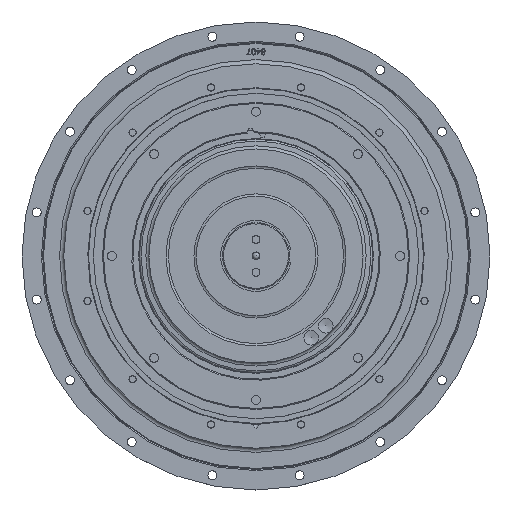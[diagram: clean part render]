
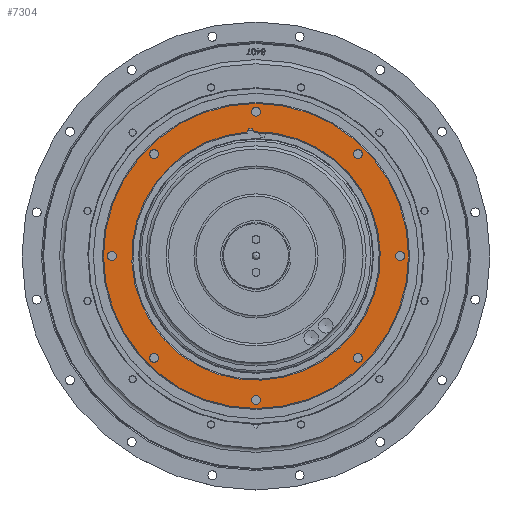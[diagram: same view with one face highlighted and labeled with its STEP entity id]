
A CAD part, top view. The second image highlights one B-rep face of the part: STEP entity #7304.
In plain terms, the highlighted planar face has unit normal (0, 0, 1).
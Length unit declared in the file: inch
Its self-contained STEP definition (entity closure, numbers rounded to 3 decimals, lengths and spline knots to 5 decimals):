
#1428 = CARTESIAN_POINT ( 'NONE',  ( 6.28662, -5.91097, 1. ) ) ;
#1875 = CARTESIAN_POINT ( 'NONE',  ( -0.44926, 7.61453, 1. ) ) ;
#2126 = VERTEX_POINT ( 'NONE', #134103 ) ;
#2475 = VERTEX_POINT ( 'NONE', #23670 ) ;
#3390 = DIRECTION ( 'NONE',  ( -0.707, 0.707, 0. ) ) ;
#4157 = EDGE_LOOP ( 'NONE', ( #68787 ) ) ;
#6156 = AXIS2_PLACEMENT_3D ( 'NONE', #19032, #56364, #73918 ) ;
#6299 = EDGE_CURVE ( 'NONE', #35677, #51677, #55871, .T. ) ;
#7271 = DIRECTION ( 'NONE',  ( 1., 0., 0. ) ) ;
#7304 = ADVANCED_FACE ( 'NONE', ( #41668, #18578, #74881, #42389, #19284, #118847, #63367, #40232, #108042, #9206 ), #53264, .F. ) ;
#9206 = FACE_BOUND ( 'NONE', #33036, .T. ) ;
#9944 = AXIS2_PLACEMENT_3D ( 'NONE', #23612, #89931, #3390 ) ;
#11552 = CARTESIAN_POINT ( 'NONE',  ( -6.28662, 5.91097, 1. ) ) ;
#12609 = CARTESIAN_POINT ( 'NONE',  ( -5.91097, -6.28662, 1. ) ) ;
#13931 = EDGE_CURVE ( 'NONE', #28901, #28901, #117150, .T. ) ;
#15760 = DIRECTION ( 'NONE',  ( 0., 0., -1. ) ) ;
#17668 = ORIENTED_EDGE ( 'NONE', *, *, #69395, .T. ) ;
#17732 = EDGE_LOOP ( 'NONE', ( #134730 ) ) ;
#17748 = CARTESIAN_POINT ( 'NONE',  ( 8.625, 0.26563, 1. ) ) ;
#18089 = DIRECTION ( 'NONE',  ( 0., 0., 1. ) ) ;
#18578 = FACE_BOUND ( 'NONE', #101286, .T. ) ;
#19032 = CARTESIAN_POINT ( 'NONE',  ( 8.625, 0., 1. ) ) ;
#19284 = FACE_BOUND ( 'NONE', #67852, .T. ) ;
#21055 = DIRECTION ( 'NONE',  ( 0., 0., -1. ) ) ;
#22018 = AXIS2_PLACEMENT_3D ( 'NONE', #139968, #39046, #39775 ) ;
#23612 = CARTESIAN_POINT ( 'NONE',  ( 6.0988, 6.0988, 1. ) ) ;
#23670 = CARTESIAN_POINT ( 'NONE',  ( -0.13321, 7.43381, 1. ) ) ;
#27338 = DIRECTION ( 'NONE',  ( -1., 0., 0. ) ) ;
#27749 = DIRECTION ( 'NONE',  ( -1., 0., 0. ) ) ;
#28901 = VERTEX_POINT ( 'NONE', #96658 ) ;
#29642 = DIRECTION ( 'NONE',  ( 0., 0., -1. ) ) ;
#30265 = CIRCLE ( 'NONE', #101704, 0.26563 ) ;
#31246 = ORIENTED_EDGE ( 'NONE', *, *, #49517, .T. ) ;
#31248 = ORIENTED_EDGE ( 'NONE', *, *, #39238, .T. ) ;
#31385 = DIRECTION ( 'NONE',  ( 0., 0., -1. ) ) ;
#33036 = EDGE_LOOP ( 'NONE', ( #31246, #118205, #97123, #17668 ) ) ;
#33170 = EDGE_CURVE ( 'NONE', #86611, #86611, #68362, .T. ) ;
#34141 = ORIENTED_EDGE ( 'NONE', *, *, #38859, .T. ) ;
#35677 = VERTEX_POINT ( 'NONE', #96070 ) ;
#38859 = EDGE_CURVE ( 'NONE', #66408, #66408, #104863, .T. ) ;
#39046 = DIRECTION ( 'NONE',  ( 0., 0., 1. ) ) ;
#39238 = EDGE_CURVE ( 'NONE', #67832, #67832, #45094, .T. ) ;
#39775 = DIRECTION ( 'NONE',  ( 1., 0., 0. ) ) ;
#40128 = DIRECTION ( 'NONE',  ( 0., -1., 0. ) ) ;
#40232 = FACE_OUTER_BOUND ( 'NONE', #85317, .T. ) ;
#40977 = CARTESIAN_POINT ( 'NONE',  ( 0., 8.625, 1. ) ) ;
#41284 = DIRECTION ( 'NONE',  ( 1., 0., 0. ) ) ;
#41668 = FACE_BOUND ( 'NONE', #72770, .T. ) ;
#42389 = FACE_BOUND ( 'NONE', #76758, .T. ) ;
#43003 = CARTESIAN_POINT ( 'NONE',  ( 0.26563, -8.625, 1. ) ) ;
#45094 = CIRCLE ( 'NONE', #22018, 9.12625 ) ;
#48968 = EDGE_CURVE ( 'NONE', #2126, #2126, #72139, .T. ) ;
#49517 = EDGE_CURVE ( 'NONE', #115460, #2475, #56296, .T. ) ;
#51370 = CARTESIAN_POINT ( 'NONE',  ( 0., 0., 1. ) ) ;
#51677 = VERTEX_POINT ( 'NONE', #1875 ) ;
#53264 = PLANE ( 'NONE',  #93359 ) ;
#54569 = CARTESIAN_POINT ( 'NONE',  ( -8.625, -0.26563, 1. ) ) ;
#55871 = CIRCLE ( 'NONE', #136416, 2.05212 ) ;
#56296 = CIRCLE ( 'NONE', #127621, 2.05212 ) ;
#56364 = DIRECTION ( 'NONE',  ( 0., 0., -1. ) ) ;
#56866 = CIRCLE ( 'NONE', #6156, 0.26563 ) ;
#56998 = CARTESIAN_POINT ( 'NONE',  ( 9.12625, 0., 1. ) ) ;
#58645 = ORIENTED_EDGE ( 'NONE', *, *, #107357, .T. ) ;
#59873 = CARTESIAN_POINT ( 'NONE',  ( -2.05457, 6.71301, 1. ) ) ;
#61919 = DIRECTION ( 'NONE',  ( 0., 0., -1. ) ) ;
#63367 = FACE_BOUND ( 'NONE', #119127, .T. ) ;
#63948 = VERTEX_POINT ( 'NONE', #43003 ) ;
#65447 = ORIENTED_EDGE ( 'NONE', *, *, #140396, .T. ) ;
#66408 = VERTEX_POINT ( 'NONE', #11552 ) ;
#67832 = VERTEX_POINT ( 'NONE', #56998 ) ;
#67852 = EDGE_LOOP ( 'NONE', ( #65447 ) ) ;
#68362 = CIRCLE ( 'NONE', #107490, 0.26563 ) ;
#68787 = ORIENTED_EDGE ( 'NONE', *, *, #13931, .T. ) ;
#68843 = AXIS2_PLACEMENT_3D ( 'NONE', #85303, #21055, #41284 ) ;
#69395 = EDGE_CURVE ( 'NONE', #51677, #115460, #132674, .T. ) ;
#72139 = CIRCLE ( 'NONE', #9944, 0.26562 ) ;
#72770 = EDGE_LOOP ( 'NONE', ( #74329 ) ) ;
#73918 = DIRECTION ( 'NONE',  ( 0., 1., 0. ) ) ;
#74329 = ORIENTED_EDGE ( 'NONE', *, *, #48968, .T. ) ;
#74881 = FACE_BOUND ( 'NONE', #17732, .T. ) ;
#75495 = VERTEX_POINT ( 'NONE', #54569 ) ;
#76202 = DIRECTION ( 'NONE',  ( 0., 0., -1. ) ) ;
#76758 = EDGE_LOOP ( 'NONE', ( #84140 ) ) ;
#82782 = CIRCLE ( 'NONE', #68843, 0.26563 ) ;
#84140 = ORIENTED_EDGE ( 'NONE', *, *, #129603, .T. ) ;
#84884 = CARTESIAN_POINT ( 'NONE',  ( -8.625, 0., 1. ) ) ;
#85303 = CARTESIAN_POINT ( 'NONE',  ( 0., -8.625, 1. ) ) ;
#85317 = EDGE_LOOP ( 'NONE', ( #31248 ) ) ;
#86258 = CARTESIAN_POINT ( 'NONE',  ( -6.0988, 6.0988, 1. ) ) ;
#86611 = VERTEX_POINT ( 'NONE', #1428 ) ;
#86690 = AXIS2_PLACEMENT_3D ( 'NONE', #51370, #29642, #96689 ) ;
#87667 = DIRECTION ( 'NONE',  ( 0.707, -0.707, 0. ) ) ;
#88251 = AXIS2_PLACEMENT_3D ( 'NONE', #84884, #118744, #40128 ) ;
#89931 = DIRECTION ( 'NONE',  ( 0., 0., -1. ) ) ;
#90067 = CIRCLE ( 'NONE', #113154, 7.435 ) ;
#90937 = AXIS2_PLACEMENT_3D ( 'NONE', #86258, #31385, #113869 ) ;
#91887 = VERTEX_POINT ( 'NONE', #12609 ) ;
#92772 = VERTEX_POINT ( 'NONE', #17748 ) ;
#92976 = DIRECTION ( 'NONE',  ( 0., 0., -1. ) ) ;
#93359 = AXIS2_PLACEMENT_3D ( 'NONE', #141840, #61919, #105875 ) ;
#96070 = CARTESIAN_POINT ( 'NONE',  ( -0.5152, 7.41713, 1. ) ) ;
#96658 = CARTESIAN_POINT ( 'NONE',  ( -0.26562, 8.625, 1. ) ) ;
#96689 = DIRECTION ( 'NONE',  ( -1., 0., 0. ) ) ;
#97123 = ORIENTED_EDGE ( 'NONE', *, *, #6299, .T. ) ;
#97166 = DIRECTION ( 'NONE',  ( 0., 0., -1. ) ) ;
#101286 = EDGE_LOOP ( 'NONE', ( #58645 ) ) ;
#101704 = AXIS2_PLACEMENT_3D ( 'NONE', #130242, #76202, #87667 ) ;
#104863 = CIRCLE ( 'NONE', #90937, 0.26563 ) ;
#105875 = DIRECTION ( 'NONE',  ( -1., 0., 0. ) ) ;
#106721 = CIRCLE ( 'NONE', #88251, 0.26563 ) ;
#107357 = EDGE_CURVE ( 'NONE', #92772, #92772, #56866, .T. ) ;
#107490 = AXIS2_PLACEMENT_3D ( 'NONE', #123967, #15760, #134063 ) ;
#108042 = FACE_BOUND ( 'NONE', #4157, .T. ) ;
#113154 = AXIS2_PLACEMENT_3D ( 'NONE', #139256, #18089, #7271 ) ;
#113869 = DIRECTION ( 'NONE',  ( -0.707, -0.707, 0. ) ) ;
#114330 = CARTESIAN_POINT ( 'NONE',  ( 1.46168, 6.86653, 1. ) ) ;
#115460 = VERTEX_POINT ( 'NONE', #116876 ) ;
#116876 = CARTESIAN_POINT ( 'NONE',  ( -0.2161, 7.62471, 1. ) ) ;
#117150 = CIRCLE ( 'NONE', #130973, 0.26563 ) ;
#117433 = DIRECTION ( 'NONE',  ( -1., 0., 0. ) ) ;
#118205 = ORIENTED_EDGE ( 'NONE', *, *, #139775, .F. ) ;
#118744 = DIRECTION ( 'NONE',  ( 0., 0., -1. ) ) ;
#118847 = FACE_BOUND ( 'NONE', #129717, .T. ) ;
#119127 = EDGE_LOOP ( 'NONE', ( #34141 ) ) ;
#123967 = CARTESIAN_POINT ( 'NONE',  ( 6.0988, -6.0988, 1. ) ) ;
#124713 = EDGE_CURVE ( 'NONE', #75495, #75495, #106721, .T. ) ;
#125895 = DIRECTION ( 'NONE',  ( 0., 0., -1. ) ) ;
#127621 = AXIS2_PLACEMENT_3D ( 'NONE', #59873, #92976, #27338 ) ;
#129603 = EDGE_CURVE ( 'NONE', #63948, #63948, #82782, .T. ) ;
#129717 = EDGE_LOOP ( 'NONE', ( #133039 ) ) ;
#130242 = CARTESIAN_POINT ( 'NONE',  ( -6.0988, -6.0988, 1. ) ) ;
#130973 = AXIS2_PLACEMENT_3D ( 'NONE', #40977, #97166, #117433 ) ;
#132674 = CIRCLE ( 'NONE', #86690, 7.62777 ) ;
#133039 = ORIENTED_EDGE ( 'NONE', *, *, #124713, .T. ) ;
#134063 = DIRECTION ( 'NONE',  ( 0.707, 0.707, 0. ) ) ;
#134103 = CARTESIAN_POINT ( 'NONE',  ( 5.91097, 6.28662, 1. ) ) ;
#134730 = ORIENTED_EDGE ( 'NONE', *, *, #33170, .T. ) ;
#136416 = AXIS2_PLACEMENT_3D ( 'NONE', #114330, #125895, #27749 ) ;
#139256 = CARTESIAN_POINT ( 'NONE',  ( 0., 0., 1. ) ) ;
#139775 = EDGE_CURVE ( 'NONE', #35677, #2475, #90067, .T. ) ;
#139968 = CARTESIAN_POINT ( 'NONE',  ( 0., 0., 1. ) ) ;
#140396 = EDGE_CURVE ( 'NONE', #91887, #91887, #30265, .T. ) ;
#141840 = CARTESIAN_POINT ( 'NONE',  ( 0., 7.435, 1. ) ) ;
